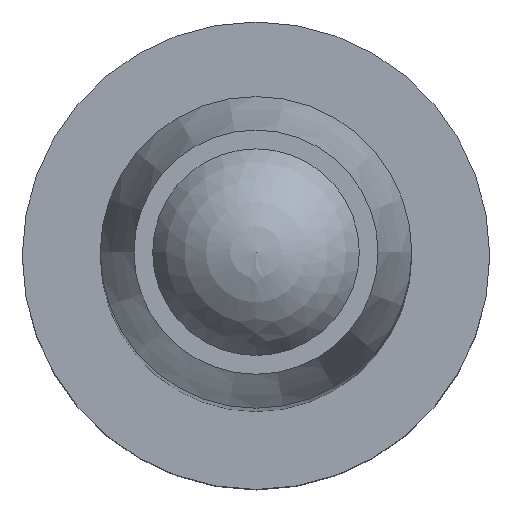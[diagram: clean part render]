
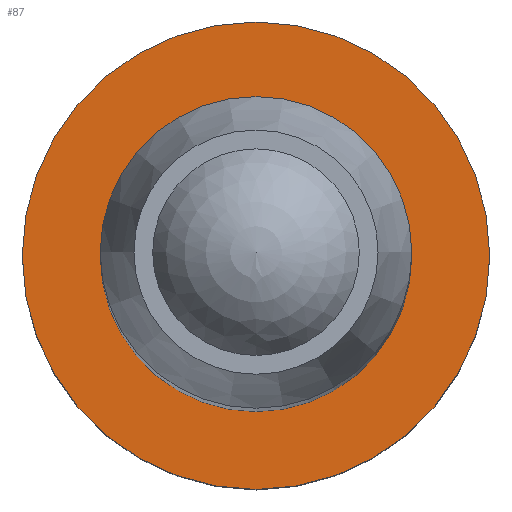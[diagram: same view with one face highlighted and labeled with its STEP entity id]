
A CAD part, top view. The second image highlights one B-rep face of the part: STEP entity #87.
In plain terms, the highlighted planar face has unit normal (0, 0, 1).
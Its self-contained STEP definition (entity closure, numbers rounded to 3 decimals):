
#87 = ADVANCED_FACE( '', ( #119, #120 ), #121, .F. );
#119 = FACE_OUTER_BOUND( '', #156, .T. );
#120 = FACE_BOUND( '', #157, .T. );
#121 = PLANE( '', #158 );
#156 = EDGE_LOOP( '', ( #245 ) );
#157 = EDGE_LOOP( '', ( #246 ) );
#158 = AXIS2_PLACEMENT_3D( '', #247, #248, #249 );
#245 = ORIENTED_EDGE( '', *, *, #277, .F. );
#246 = ORIENTED_EDGE( '', *, *, #280, .T. );
#247 = CARTESIAN_POINT( '', ( 0., 0., 0. ) );
#248 = DIRECTION( '', ( 0., 0., -1. ) );
#249 = DIRECTION( '', ( -1., 0., 0. ) );
#277 = EDGE_CURVE( '', #316, #316, #317, .T. );
#280 = EDGE_CURVE( '', #322, #322, #323, .T. );
#316 = VERTEX_POINT( '', #375 );
#317 = CIRCLE( '', #376, 9. );
#322 = VERTEX_POINT( '', #381 );
#323 = CIRCLE( '', #382, 6. );
#375 = CARTESIAN_POINT( '', ( 0., 9., 0. ) );
#376 = AXIS2_PLACEMENT_3D( '', #412, #413, #414 );
#381 = CARTESIAN_POINT( '', ( -6., 0., 0. ) );
#382 = AXIS2_PLACEMENT_3D( '', #421, #422, #423 );
#412 = CARTESIAN_POINT( '', ( 0., 0., 0. ) );
#413 = DIRECTION( '', ( 0., 0., -1. ) );
#414 = DIRECTION( '', ( 0., 1., 0. ) );
#421 = CARTESIAN_POINT( '', ( 0., 0., 0. ) );
#422 = DIRECTION( '', ( 0., 0., -1. ) );
#423 = DIRECTION( '', ( -1., 0., 0. ) );
